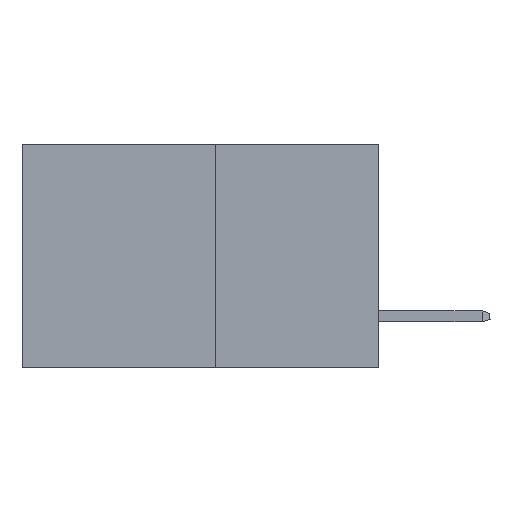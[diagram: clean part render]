
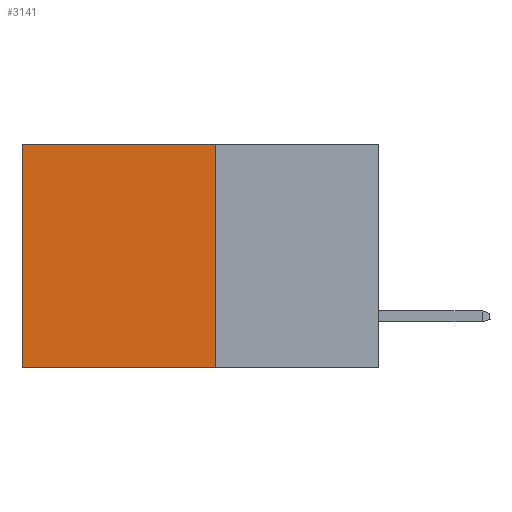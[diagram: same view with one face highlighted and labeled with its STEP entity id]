
A CAD part, left-side view. The second image highlights one B-rep face of the part: STEP entity #3141.
In plain terms, the highlighted planar face has unit normal (-1, 0, 0).
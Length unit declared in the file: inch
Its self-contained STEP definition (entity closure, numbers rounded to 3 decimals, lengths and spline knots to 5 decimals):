
#226 = VECTOR ( 'NONE', #3799, 39.37008 ) ;
#498 = VERTEX_POINT ( 'NONE', #11234 ) ;
#1437 = ORIENTED_EDGE ( 'NONE', *, *, #11026, .F. ) ;
#1946 = CARTESIAN_POINT ( 'NONE',  ( 0.277, 0.27, -0.37 ) ) ;
#2145 = VERTEX_POINT ( 'NONE', #17597 ) ;
#3141 = ADVANCED_FACE ( 'NONE', ( #22185 ), #10215, .F. ) ;
#3222 = CARTESIAN_POINT ( 'NONE',  ( 0.277, 0.59, -0.37 ) ) ;
#3742 = VECTOR ( 'NONE', #10898, 39.37008 ) ;
#3799 = DIRECTION ( 'NONE',  ( 0., 1., 0. ) ) ;
#3949 = AXIS2_PLACEMENT_3D ( 'NONE', #10134, #5755, #5554 ) ;
#4340 = LINE ( 'NONE', #10817, #3742 ) ;
#4695 = DIRECTION ( 'NONE',  ( 0., 1., 0. ) ) ;
#5113 = DIRECTION ( 'NONE',  ( 0., 0., -1. ) ) ;
#5554 = DIRECTION ( 'NONE',  ( 0., 0., -1. ) ) ;
#5755 = DIRECTION ( 'NONE',  ( 1., 0., 0. ) ) ;
#6841 = ORIENTED_EDGE ( 'NONE', *, *, #14269, .T. ) ;
#8055 = CARTESIAN_POINT ( 'NONE',  ( 0.277, 0.59, -0.37 ) ) ;
#8580 = VERTEX_POINT ( 'NONE', #20470 ) ;
#8595 = VERTEX_POINT ( 'NONE', #8055 ) ;
#10134 = CARTESIAN_POINT ( 'NONE',  ( 0.277, 0.27, -0.37 ) ) ;
#10215 = PLANE ( 'NONE',  #3949 ) ;
#10817 = CARTESIAN_POINT ( 'NONE',  ( 0.277, 0.27, -0.37 ) ) ;
#10898 = DIRECTION ( 'NONE',  ( 0., 0., -1. ) ) ;
#11026 = EDGE_CURVE ( 'NONE', #2145, #8595, #14891, .T. ) ;
#11234 = CARTESIAN_POINT ( 'NONE',  ( 0.277, 0.59, 0. ) ) ;
#12653 = EDGE_LOOP ( 'NONE', ( #15789, #1437, #19515, #6841 ) ) ;
#14269 = EDGE_CURVE ( 'NONE', #8580, #498, #18568, .T. ) ;
#14891 = LINE ( 'NONE', #1946, #226 ) ;
#15564 = VECTOR ( 'NONE', #5113, 39.37008 ) ;
#15588 = CARTESIAN_POINT ( 'NONE',  ( 0.277, 0.27, 0. ) ) ;
#15760 = EDGE_CURVE ( 'NONE', #8580, #2145, #4340, .T. ) ;
#15789 = ORIENTED_EDGE ( 'NONE', *, *, #21398, .T. ) ;
#17597 = CARTESIAN_POINT ( 'NONE',  ( 0.277, 0.27, -0.37 ) ) ;
#18568 = LINE ( 'NONE', #15588, #22621 ) ;
#19515 = ORIENTED_EDGE ( 'NONE', *, *, #15760, .F. ) ;
#20221 = LINE ( 'NONE', #3222, #15564 ) ;
#20470 = CARTESIAN_POINT ( 'NONE',  ( 0.277, 0.27, 0. ) ) ;
#21398 = EDGE_CURVE ( 'NONE', #498, #8595, #20221, .T. ) ;
#22185 = FACE_OUTER_BOUND ( 'NONE', #12653, .T. ) ;
#22621 = VECTOR ( 'NONE', #4695, 39.37008 ) ;
